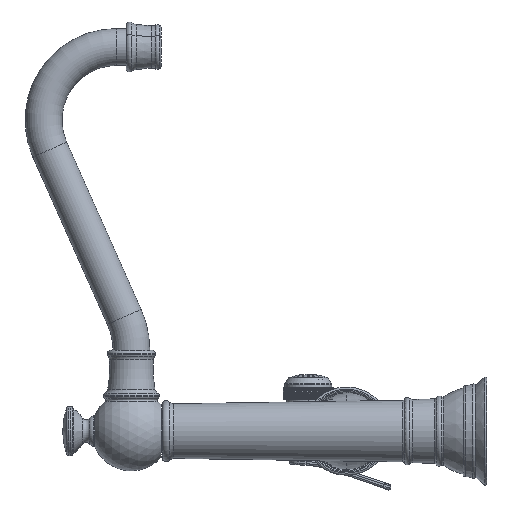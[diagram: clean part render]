
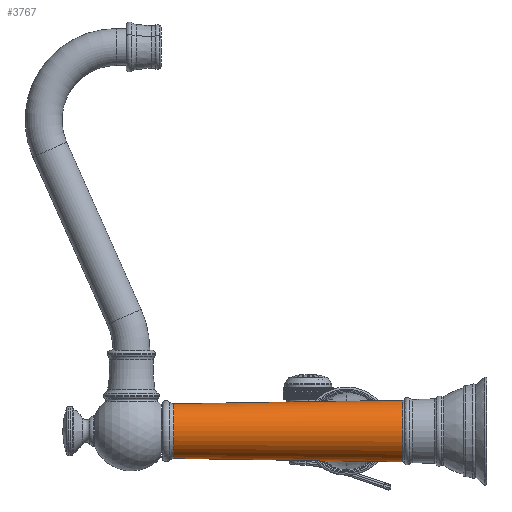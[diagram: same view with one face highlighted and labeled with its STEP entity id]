
A CAD part, left-side view. The second image highlights one B-rep face of the part: STEP entity #3767.
In plain terms, the highlighted face is a revolution surface.
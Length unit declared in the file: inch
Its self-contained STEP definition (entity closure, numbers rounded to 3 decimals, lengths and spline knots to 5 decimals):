
#1684=CARTESIAN_POINT('',(0.,7.37265,0.));
#1685=DIRECTION('',(0.,1.,0.));
#1686=DIRECTION('',(0.,0.,-1.));
#1687=AXIS2_PLACEMENT_3D('',#1684,#1685,#1686);
#1692=CARTESIAN_POINT('',(0.,1.97618,
0.72517));
#1693=CARTESIAN_POINT('',(0.,2.2454,
0.71405));
#1694=CARTESIAN_POINT('',(0.,4.04325,
0.64689));
#1695=CARTESIAN_POINT('',(0.,5.84224,
0.62727));
#1696=CARTESIAN_POINT('',(0.,7.37265,
0.64494));
#1701=CARTESIAN_POINT('',(0.,1.97618,0.));
#1702=DIRECTION('',(0.,-1.,0.));
#1703=DIRECTION('',(0.,0.,1.));
#1704=AXIS2_PLACEMENT_3D('',#1701,#1702,#1703);
#1709=CARTESIAN_POINT('',(0.,1.97618,
-0.72517));
#1710=CARTESIAN_POINT('',(0.,2.2454,
-0.71405));
#1711=CARTESIAN_POINT('',(0.,4.04325,
-0.64689));
#1712=CARTESIAN_POINT('',(0.,5.84224,
-0.62727));
#1713=CARTESIAN_POINT('',(0.,7.37265,
-0.64494));
#1822=CARTESIAN_POINT('',(0.,1.97618,
-0.72517));
#1823=CARTESIAN_POINT('',(0.,1.97618,
0.72517));
#1824=VERTEX_POINT('',#1822);
#1825=VERTEX_POINT('',#1823);
#1853=CARTESIAN_POINT('',(0.,7.37265,
-0.64494));
#1854=CARTESIAN_POINT('',(0.,7.37265,
0.64494));
#1855=VERTEX_POINT('',#1853);
#1856=VERTEX_POINT('',#1854);
#3749=CARTESIAN_POINT('',(0.,7.42662,-0.64558));
#3750=CARTESIAN_POINT('',(0.,5.87821,-0.62688));
#3751=CARTESIAN_POINT('',(0.,4.04972,-0.64635));
#3752=CARTESIAN_POINT('',(0.,2.21592,-0.71515));
#3753=CARTESIAN_POINT('',(0.,1.92873,-0.72714));
#3754=CARTESIAN_POINT('',(0.,1.92225,-0.72741));
#3756=CARTESIAN_POINT('',(0.,8.03565,0.));
#3757=DIRECTION('',(0.,-1.,0.));
#3758=AXIS1_PLACEMENT('',#3756,#3757);
#3759=SURFACE_OF_REVOLUTION('',#3755,#3758);
#3760=ORIENTED_EDGE('',*,*,#3740,.T.);
#3761=ORIENTED_EDGE('',*,*,#2350,.F.);
#3763=ORIENTED_EDGE('',*,*,#3762,.T.);
#3764=ORIENTED_EDGE('',*,*,#2347,.T.);
#3765=EDGE_LOOP('',(#3760,#3761,#3763,#3764));
#3766=FACE_OUTER_BOUND('',#3765,.F.);
#1688=CIRCLE('',#1687,0.64494);
#1697=B_SPLINE_CURVE_WITH_KNOTS('',3,(#1692,#1693,#1694,#1695,#1696),
.UNSPECIFIED.,.F.,.F.,(4,1,4),(0.,0.14976,1.),.UNSPECIFIED.);
#1705=CIRCLE('',#1704,0.72517);
#1714=B_SPLINE_CURVE_WITH_KNOTS('',3,(#1709,#1710,#1711,#1712,#1713),
.UNSPECIFIED.,.F.,.F.,(4,1,4),(0.,0.14976,1.),.UNSPECIFIED.);
#2347=EDGE_CURVE('',#1824,#1855,#1714,.T.);
#2350=EDGE_CURVE('',#1825,#1856,#1697,.T.);
#3740=EDGE_CURVE('',#1855,#1856,#1688,.T.);
#3755=B_SPLINE_CURVE_WITH_KNOTS('',3,(#3749,#3750,#3751,#3752,#3753,#3754),
.UNSPECIFIED.,.F.,.F.,(4,1,1,4),(0.,0.84338,0.99646,1.),
.UNSPECIFIED.);
#3762=EDGE_CURVE('',#1825,#1824,#1705,.T.);
#3767=ADVANCED_FACE('',(#3766),#3759,.T.);
